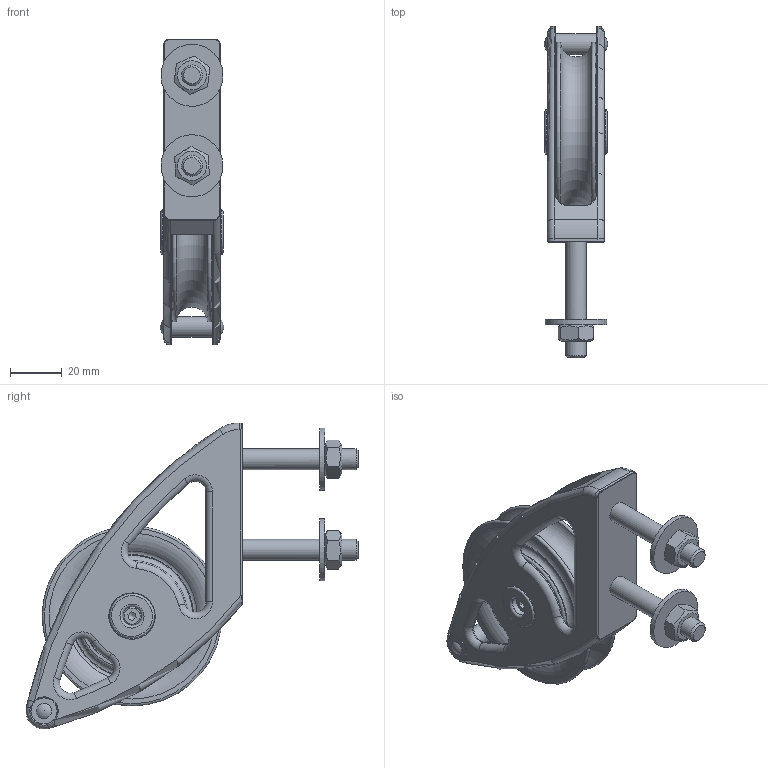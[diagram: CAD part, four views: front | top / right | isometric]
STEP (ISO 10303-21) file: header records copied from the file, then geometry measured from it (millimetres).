
FILE_DESCRIPTION(/* description */ (''),/* implementation_level */ '2;1');
FILE_NAME(/* name */ '00717.stp',/* time_stamp */ '2019-09-04T11:10:29+02:00',/* author */ ('gianni'),/* organization */ (''),/* preprocessor_version */ 'ST-DEVELOPER v16.5',/* originating_system */ 'Autodesk Inventor 2017',/* authorisation */ '');
FILE_SCHEMA (('AUTOMOTIVE_DESIGN { 1 0 10303 214 3 1 1 }'));
Length unit declared in the file: millimetre
Products named in the file (1): 19090400
Bounding box: 24.5 x 128.37 x 118.27 mm (x, y, z)
Volume: 105484.5 mm3; surface area: 49447.5 mm2
Topology: 72 solids, 72 shells, 426 faces, 1034 edges, 649 vertices
Faces by surface type: plane 121, cylinder 102, torus 86, sphere 72, cone 25, bspline 20
Full cylindrical faces by diameter (mm): 4 x2, 4.2 x2, 4.5 x1, 5.8 x2, 6.5 x1, 7 x1, 7.1 x1, 7.3 x2, 8 x5, 8.4 x4, 10 x2, 10.5 x2, 11.8 x2, 12 x3, 12.5 x2, 15 x5, 15.2 x1, 17.3 x2, 17.5 x1, 17.9 x2, 24 x2, 25 x2, 32.6 x4, 39.4 x3, 43 x2
Entity records: 10573 total; most frequent: CARTESIAN_POINT 2802, DIRECTION 1763, ORIENTED_EDGE 1340, AXIS2_PLACEMENT_3D 800, EDGE_CURVE 670, EDGE_LOOP 528, VERTEX_POINT 474, ADVANCED_FACE 426
